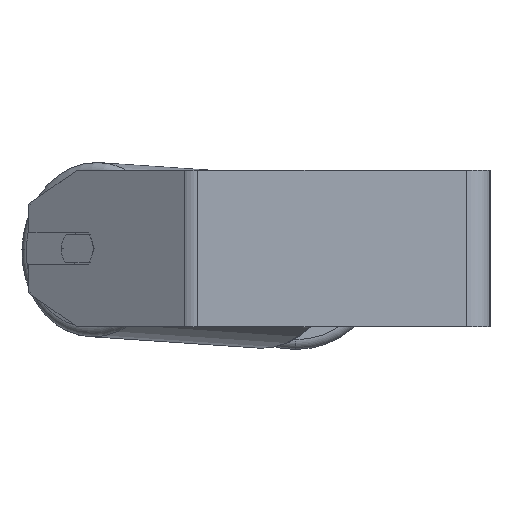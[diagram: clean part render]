
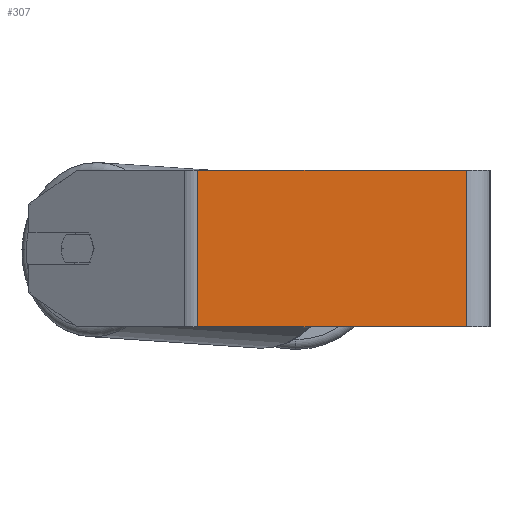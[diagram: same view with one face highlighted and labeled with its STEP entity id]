
A CAD part, left-side view. The second image highlights one B-rep face of the part: STEP entity #307.
In plain terms, the highlighted planar face has unit normal (-1, 0, 0).
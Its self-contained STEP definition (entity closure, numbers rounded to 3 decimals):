
#217 = EDGE_CURVE ( 'NONE', #4237, #228, #6357, .T. ) ;
#228 = VERTEX_POINT ( 'NONE', #1449 ) ;
#277 = CARTESIAN_POINT ( 'NONE',  ( -300., 152.854, -40. ) ) ;
#284 = VECTOR ( 'NONE', #2493, 1000. ) ;
#307 = ADVANCED_FACE ( 'NONE', ( #1769 ), #3909, .F. ) ;
#847 = DIRECTION ( 'NONE',  ( 0., -1., 0. ) ) ;
#879 = DIRECTION ( 'NONE',  ( 0., -1., 0. ) ) ;
#1040 = CARTESIAN_POINT ( 'NONE',  ( -300., 149.07, -40. ) ) ;
#1118 = ORIENTED_EDGE ( 'NONE', *, *, #217, .T. ) ;
#1248 = EDGE_LOOP ( 'NONE', ( #1118, #3595, #2889, #7229 ) ) ;
#1449 = CARTESIAN_POINT ( 'NONE',  ( -300., 12., -40. ) ) ;
#1769 = FACE_OUTER_BOUND ( 'NONE', #1248, .T. ) ;
#2261 = CARTESIAN_POINT ( 'NONE',  ( -300., 149.07, 40. ) ) ;
#2493 = DIRECTION ( 'NONE',  ( 0., 0., -1. ) ) ;
#2889 = ORIENTED_EDGE ( 'NONE', *, *, #7385, .F. ) ;
#2998 = VECTOR ( 'NONE', #879, 1000. ) ;
#3193 = DIRECTION ( 'NONE',  ( 1., 0., 0. ) ) ;
#3532 = CARTESIAN_POINT ( 'NONE',  ( -300., 152.854, 40. ) ) ;
#3548 = LINE ( 'NONE', #2261, #8259 ) ;
#3591 = EDGE_CURVE ( 'NONE', #8111, #4237, #3548, .T. ) ;
#3595 = ORIENTED_EDGE ( 'NONE', *, *, #7665, .F. ) ;
#3909 = PLANE ( 'NONE',  #6271 ) ;
#4237 = VERTEX_POINT ( 'NONE', #1040 ) ;
#4265 = CARTESIAN_POINT ( 'NONE',  ( -300., 149.07, 40. ) ) ;
#5661 = DIRECTION ( 'NONE',  ( 0., 0., -1. ) ) ;
#5878 = CARTESIAN_POINT ( 'NONE',  ( -300., 12., 40. ) ) ;
#6015 = LINE ( 'NONE', #3532, #7355 ) ;
#6271 = AXIS2_PLACEMENT_3D ( 'NONE', #7758, #3193, #8603 ) ;
#6357 = LINE ( 'NONE', #277, #2998 ) ;
#7097 = VERTEX_POINT ( 'NONE', #7779 ) ;
#7229 = ORIENTED_EDGE ( 'NONE', *, *, #3591, .T. ) ;
#7328 = LINE ( 'NONE', #5878, #284 ) ;
#7355 = VECTOR ( 'NONE', #847, 1000. ) ;
#7385 = EDGE_CURVE ( 'NONE', #8111, #7097, #6015, .T. ) ;
#7665 = EDGE_CURVE ( 'NONE', #7097, #228, #7328, .T. ) ;
#7758 = CARTESIAN_POINT ( 'NONE',  ( -300., 152.854, 40. ) ) ;
#7779 = CARTESIAN_POINT ( 'NONE',  ( -300., 12., 40. ) ) ;
#8111 = VERTEX_POINT ( 'NONE', #4265 ) ;
#8259 = VECTOR ( 'NONE', #5661, 1000. ) ;
#8603 = DIRECTION ( 'NONE',  ( 0., 0., -1. ) ) ;
